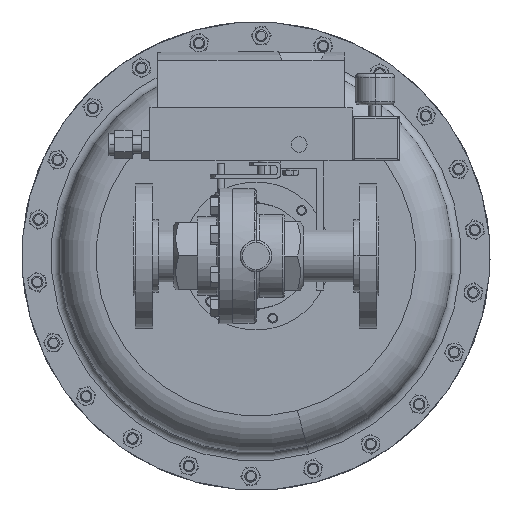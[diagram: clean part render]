
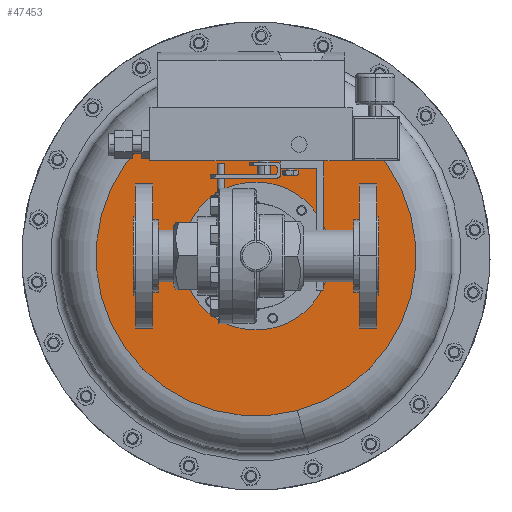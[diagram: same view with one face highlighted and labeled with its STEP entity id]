
A CAD part, front view. The second image highlights one B-rep face of the part: STEP entity #47453.
In plain terms, the highlighted planar face has unit normal (0, -1, 0).
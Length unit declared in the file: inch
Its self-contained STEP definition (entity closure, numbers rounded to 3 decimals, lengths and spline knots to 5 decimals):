
#867 = EDGE_CURVE ( 'NONE', #29188, #8931, #21568, .T. ) ;
#1443 = AXIS2_PLACEMENT_3D ( 'NONE', #38292, #14904, #42244 ) ;
#1739 = CARTESIAN_POINT ( 'NONE',  ( 0.60375, 9.57865, 5.55309 ) ) ;
#1883 = EDGE_LOOP ( 'NONE', ( #34104, #31633 ) ) ;
#4006 = DIRECTION ( 'NONE',  ( 0., 1., 0. ) ) ;
#6296 = CARTESIAN_POINT ( 'NONE',  ( 7.2335, 9.57865, 5.20016 ) ) ;
#8931 = VERTEX_POINT ( 'NONE', #47541 ) ;
#10379 = CARTESIAN_POINT ( 'NONE',  ( 3.96251, 9.57865, 2.19433 ) ) ;
#10415 = DIRECTION ( 'NONE',  ( 0.259, 0., -0.966 ) ) ;
#14904 = DIRECTION ( 'NONE',  ( 0., 1., 0. ) ) ;
#15562 = CARTESIAN_POINT ( 'NONE',  ( 2.28313, 9.57865, 3.87371 ) ) ;
#15834 = AXIS2_PLACEMENT_3D ( 'NONE', #27384, #4006, #31350 ) ;
#16353 = ORIENTED_EDGE ( 'NONE', *, *, #26562, .T. ) ;
#17490 = AXIS2_PLACEMENT_3D ( 'NONE', #6296, #33800, #10415 ) ;
#19487 = VERTEX_POINT ( 'NONE', #10379 ) ;
#19549 = DIRECTION ( 'NONE',  ( -0.259, 0., 0.966 ) ) ;
#20734 = FACE_BOUND ( 'NONE', #30390, .T. ) ;
#21568 = CIRCLE ( 'NONE', #23703, 5.125 ) ;
#21877 = ORIENTED_EDGE ( 'NONE', *, *, #25979, .T. ) ;
#21964 = FACE_OUTER_BOUND ( 'NONE', #1883, .T. ) ;
#22426 = CIRCLE ( 'NONE', #15834, 2.375 ) ;
#22904 = DIRECTION ( 'NONE',  ( 0., 1., 0. ) ) ;
#23666 = AXIS2_PLACEMENT_3D ( 'NONE', #15562, #42933, #19549 ) ;
#23703 = AXIS2_PLACEMENT_3D ( 'NONE', #42731, #22904, #50571 ) ;
#25979 = EDGE_CURVE ( 'NONE', #19487, #29823, #22426, .T. ) ;
#26562 = EDGE_CURVE ( 'NONE', #29823, #19487, #32739, .T. ) ;
#27384 = CARTESIAN_POINT ( 'NONE',  ( 2.28313, 9.57865, 3.87371 ) ) ;
#29188 = VERTEX_POINT ( 'NONE', #35999 ) ;
#29823 = VERTEX_POINT ( 'NONE', #1739 ) ;
#29868 = PLANE ( 'NONE',  #17490 ) ;
#30390 = EDGE_LOOP ( 'NONE', ( #16353, #21877 ) ) ;
#31350 = DIRECTION ( 'NONE',  ( 0.707, 0., -0.707 ) ) ;
#31569 = CIRCLE ( 'NONE', #23666, 5.125 ) ;
#31633 = ORIENTED_EDGE ( 'NONE', *, *, #867, .F. ) ;
#32739 = CIRCLE ( 'NONE', #1443, 2.375 ) ;
#33800 = DIRECTION ( 'NONE',  ( 0., -1., 0. ) ) ;
#34104 = ORIENTED_EDGE ( 'NONE', *, *, #39395, .F. ) ;
#35999 = CARTESIAN_POINT ( 'NONE',  ( 3.60958, 9.57865, -1.07666 ) ) ;
#38292 = CARTESIAN_POINT ( 'NONE',  ( 2.28313, 9.57865, 3.87371 ) ) ;
#39395 = EDGE_CURVE ( 'NONE', #8931, #29188, #31569, .T. ) ;
#42244 = DIRECTION ( 'NONE',  ( 0.707, 0., -0.707 ) ) ;
#42731 = CARTESIAN_POINT ( 'NONE',  ( 2.28313, 9.57865, 3.87371 ) ) ;
#42933 = DIRECTION ( 'NONE',  ( 0., 1., 0. ) ) ;
#47453 = ADVANCED_FACE ( 'NONE', ( #21964, #20734 ), #29868, .T. ) ;
#47541 = CARTESIAN_POINT ( 'NONE',  ( 0.95668, 9.57865, 8.82408 ) ) ;
#50571 = DIRECTION ( 'NONE',  ( -0.259, 0., 0.966 ) ) ;
